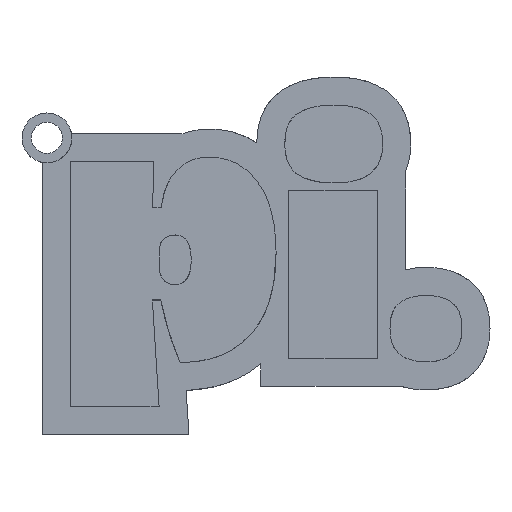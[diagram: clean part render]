
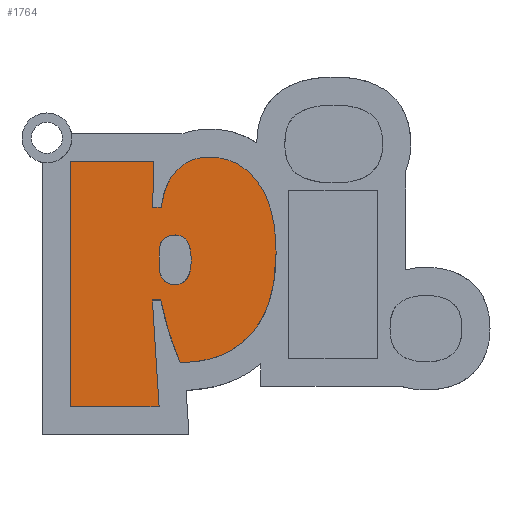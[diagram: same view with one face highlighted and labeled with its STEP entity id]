
A CAD part, top view. The second image highlights one B-rep face of the part: STEP entity #1764.
In plain terms, the highlighted planar face has unit normal (0, 0, 1).
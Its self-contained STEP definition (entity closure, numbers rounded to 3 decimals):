
#103=B_SPLINE_CURVE_WITH_KNOTS('',3,(#2287,#2288,#2289,#2290),
 .UNSPECIFIED.,.F.,.F.,(4,4),(-1.05,0.),.UNSPECIFIED.);
#104=B_SPLINE_CURVE_WITH_KNOTS('',3,(#2292,#2293,#2294,#2295),
 .UNSPECIFIED.,.F.,.F.,(4,4),(-1.258,0.),.UNSPECIFIED.);
#105=B_SPLINE_CURVE_WITH_KNOTS('',3,(#2297,#2298,#2299,#2300),
 .UNSPECIFIED.,.F.,.F.,(4,4),(-1.396,0.),.UNSPECIFIED.);
#106=B_SPLINE_CURVE_WITH_KNOTS('',3,(#2302,#2303,#2304,#2305),
 .UNSPECIFIED.,.F.,.F.,(4,4),(-1.193,0.),.UNSPECIFIED.);
#107=B_SPLINE_CURVE_WITH_KNOTS('',3,(#2307,#2308,#2309,#2310),
 .UNSPECIFIED.,.F.,.F.,(4,4),(-0.91,0.),.UNSPECIFIED.);
#108=B_SPLINE_CURVE_WITH_KNOTS('',3,(#2312,#2313,#2314,#2315),
 .UNSPECIFIED.,.F.,.F.,(4,4),(-0.579,0.),.UNSPECIFIED.);
#109=B_SPLINE_CURVE_WITH_KNOTS('',3,(#2317,#2318,#2319,#2320),
 .UNSPECIFIED.,.F.,.F.,(4,4),(-0.661,0.),.UNSPECIFIED.);
#110=B_SPLINE_CURVE_WITH_KNOTS('',3,(#2332,#2333,#2334,#2335),
 .UNSPECIFIED.,.F.,.F.,(4,4),(-0.214,0.),.UNSPECIFIED.);
#111=B_SPLINE_CURVE_WITH_KNOTS('',3,(#2337,#2338,#2339,#2340),
 .UNSPECIFIED.,.F.,.F.,(4,4),(-0.229,0.),.UNSPECIFIED.);
#112=B_SPLINE_CURVE_WITH_KNOTS('',3,(#2344,#2345,#2346,#2347),
 .UNSPECIFIED.,.F.,.F.,(4,4),(-0.44,0.),.UNSPECIFIED.);
#113=B_SPLINE_CURVE_WITH_KNOTS('',3,(#2349,#2350,#2351,#2352),
 .UNSPECIFIED.,.F.,.F.,(4,4),(-0.535,0.),.UNSPECIFIED.);
#114=B_SPLINE_CURVE_WITH_KNOTS('',3,(#2353,#2354,#2355,#2356),
 .UNSPECIFIED.,.F.,.F.,(4,4),(-0.586,0.),.UNSPECIFIED.);
#207=FACE_BOUND('',#359,.T.);
#217=PLANE('',#1891);
#248=FACE_OUTER_BOUND('',#358,.T.);
#358=EDGE_LOOP('',(#1232,#1233,#1234,#1235,#1236,#1237,#1238,#1239,#1240,
#1241,#1242,#1243,#1244,#1245));
#359=EDGE_LOOP('',(#1246,#1247,#1248,#1249,#1250,#1251));
#479=LINE('',#2283,#623);
#480=LINE('',#2285,#624);
#481=LINE('',#2322,#625);
#482=LINE('',#2324,#626);
#483=LINE('',#2326,#627);
#484=LINE('',#2328,#628);
#485=LINE('',#2329,#629);
#486=LINE('',#2342,#630);
#623=VECTOR('',#1961,10.);
#624=VECTOR('',#1962,10.);
#625=VECTOR('',#1963,10.);
#626=VECTOR('',#1964,10.);
#627=VECTOR('',#1965,10.);
#628=VECTOR('',#1966,10.);
#629=VECTOR('',#1967,10.);
#630=VECTOR('',#1968,10.);
#787=VERTEX_POINT('',#2281);
#788=VERTEX_POINT('',#2282);
#789=VERTEX_POINT('',#2284);
#790=VERTEX_POINT('',#2286);
#791=VERTEX_POINT('',#2291);
#792=VERTEX_POINT('',#2296);
#793=VERTEX_POINT('',#2301);
#794=VERTEX_POINT('',#2306);
#795=VERTEX_POINT('',#2311);
#796=VERTEX_POINT('',#2316);
#797=VERTEX_POINT('',#2321);
#798=VERTEX_POINT('',#2323);
#799=VERTEX_POINT('',#2325);
#800=VERTEX_POINT('',#2327);
#801=VERTEX_POINT('',#2330);
#802=VERTEX_POINT('',#2331);
#803=VERTEX_POINT('',#2336);
#804=VERTEX_POINT('',#2341);
#805=VERTEX_POINT('',#2343);
#806=VERTEX_POINT('',#2348);
#957=EDGE_CURVE('',#787,#788,#479,.T.);
#958=EDGE_CURVE('',#789,#787,#480,.T.);
#959=EDGE_CURVE('',#790,#789,#103,.T.);
#960=EDGE_CURVE('',#791,#790,#104,.T.);
#961=EDGE_CURVE('',#792,#791,#105,.T.);
#962=EDGE_CURVE('',#793,#792,#106,.T.);
#963=EDGE_CURVE('',#794,#793,#107,.T.);
#964=EDGE_CURVE('',#795,#794,#108,.T.);
#965=EDGE_CURVE('',#796,#795,#109,.T.);
#966=EDGE_CURVE('',#797,#796,#481,.T.);
#967=EDGE_CURVE('',#798,#797,#482,.T.);
#968=EDGE_CURVE('',#799,#798,#483,.T.);
#969=EDGE_CURVE('',#800,#799,#484,.T.);
#970=EDGE_CURVE('',#788,#800,#485,.T.);
#971=EDGE_CURVE('',#801,#802,#110,.T.);
#972=EDGE_CURVE('',#803,#801,#111,.T.);
#973=EDGE_CURVE('',#804,#803,#486,.T.);
#974=EDGE_CURVE('',#805,#804,#112,.T.);
#975=EDGE_CURVE('',#806,#805,#113,.T.);
#976=EDGE_CURVE('',#802,#806,#114,.T.);
#1232=ORIENTED_EDGE('',*,*,#957,.F.);
#1233=ORIENTED_EDGE('',*,*,#958,.F.);
#1234=ORIENTED_EDGE('',*,*,#959,.F.);
#1235=ORIENTED_EDGE('',*,*,#960,.F.);
#1236=ORIENTED_EDGE('',*,*,#961,.F.);
#1237=ORIENTED_EDGE('',*,*,#962,.F.);
#1238=ORIENTED_EDGE('',*,*,#963,.F.);
#1239=ORIENTED_EDGE('',*,*,#964,.F.);
#1240=ORIENTED_EDGE('',*,*,#965,.F.);
#1241=ORIENTED_EDGE('',*,*,#966,.F.);
#1242=ORIENTED_EDGE('',*,*,#967,.F.);
#1243=ORIENTED_EDGE('',*,*,#968,.F.);
#1244=ORIENTED_EDGE('',*,*,#969,.F.);
#1245=ORIENTED_EDGE('',*,*,#970,.F.);
#1246=ORIENTED_EDGE('',*,*,#971,.F.);
#1247=ORIENTED_EDGE('',*,*,#972,.F.);
#1248=ORIENTED_EDGE('',*,*,#973,.F.);
#1249=ORIENTED_EDGE('',*,*,#974,.F.);
#1250=ORIENTED_EDGE('',*,*,#975,.F.);
#1251=ORIENTED_EDGE('',*,*,#976,.F.);
#1764=ADVANCED_FACE('',(#248,#207),#217,.T.);
#1891=AXIS2_PLACEMENT_3D('',#2280,#1959,#1960);
#1959=DIRECTION('center_axis',(0.,0.,1.));
#1960=DIRECTION('ref_axis',(1.,0.,0.));
#1961=DIRECTION('',(0.062,-0.998,0.));
#1962=DIRECTION('',(-1.,0.,0.));
#1963=DIRECTION('',(1.,0.,0.));
#1964=DIRECTION('',(-0.015,-1.,0.));
#1965=DIRECTION('',(1.,0.,0.));
#1966=DIRECTION('',(0.,1.,0.));
#1967=DIRECTION('',(-1.,0.,0.));
#1968=DIRECTION('',(0.,-1.,0.));
#2280=CARTESIAN_POINT('Origin',(-29.01,-18.857,3.));
#2281=CARTESIAN_POINT('',(-32.344,-21.742,3.));
#2282=CARTESIAN_POINT('',(-31.276,-38.875,3.));
#2283=CARTESIAN_POINT('',(-31.893,-28.975,3.));
#2284=CARTESIAN_POINT('',(-30.999,-21.742,3.));
#2285=CARTESIAN_POINT('',(-30.677,-21.742,3.));
#2286=CARTESIAN_POINT('',(-27.919,-31.763,3.));
#2287=CARTESIAN_POINT('Ctrl Pts',(-27.919,-31.763,3.));
#2288=CARTESIAN_POINT('Ctrl Pts',(-29.374,-28.329,3.));
#2289=CARTESIAN_POINT('Ctrl Pts',(-30.401,-24.988,3.));
#2290=CARTESIAN_POINT('Ctrl Pts',(-30.999,-21.742,3.));
#2291=CARTESIAN_POINT('',(-16.608,-27.286,3.));
#2292=CARTESIAN_POINT('Ctrl Pts',(-16.608,-27.286,3.));
#2293=CARTESIAN_POINT('Ctrl Pts',(-19.296,-30.271,3.));
#2294=CARTESIAN_POINT('Ctrl Pts',(-23.066,-31.763,3.));
#2295=CARTESIAN_POINT('Ctrl Pts',(-27.919,-31.763,3.));
#2296=CARTESIAN_POINT('',(-12.52,-14.237,3.));
#2297=CARTESIAN_POINT('Ctrl Pts',(-12.52,-14.237,3.));
#2298=CARTESIAN_POINT('Ctrl Pts',(-12.52,-19.949,3.));
#2299=CARTESIAN_POINT('Ctrl Pts',(-13.883,-24.299,3.));
#2300=CARTESIAN_POINT('Ctrl Pts',(-16.608,-27.286,3.));
#2301=CARTESIAN_POINT('',(-15.485,-2.811,3.));
#2302=CARTESIAN_POINT('Ctrl Pts',(-15.485,-2.811,3.));
#2303=CARTESIAN_POINT('Ctrl Pts',(-13.508,-5.462,3.));
#2304=CARTESIAN_POINT('Ctrl Pts',(-12.52,-9.271,3.));
#2305=CARTESIAN_POINT('Ctrl Pts',(-12.52,-14.237,3.));
#2306=CARTESIAN_POINT('',(-23.216,1.162,3.));
#2307=CARTESIAN_POINT('Ctrl Pts',(-23.216,1.162,3.));
#2308=CARTESIAN_POINT('Ctrl Pts',(-20.041,1.162,3.));
#2309=CARTESIAN_POINT('Ctrl Pts',(-17.464,-0.163,3.));
#2310=CARTESIAN_POINT('Ctrl Pts',(-15.485,-2.811,3.));
#2311=CARTESIAN_POINT('',(-28.423,-0.91,3.));
#2312=CARTESIAN_POINT('Ctrl Pts',(-28.423,-0.91,
3.));
#2313=CARTESIAN_POINT('Ctrl Pts',(-27.042,0.471,3.));
#2314=CARTESIAN_POINT('Ctrl Pts',(-25.306,1.162,3.));
#2315=CARTESIAN_POINT('Ctrl Pts',(-23.216,1.162,3.));
#2316=CARTESIAN_POINT('',(-30.943,-6.899,3.));
#2317=CARTESIAN_POINT('Ctrl Pts',(-30.943,-6.899,3.));
#2318=CARTESIAN_POINT('Ctrl Pts',(-30.607,-4.287,3.));
#2319=CARTESIAN_POINT('Ctrl Pts',(-29.767,-2.291,3.));
#2320=CARTESIAN_POINT('Ctrl Pts',(-28.423,-0.91,
3.));
#2321=CARTESIAN_POINT('',(-32.285,-6.899,3.));
#2322=CARTESIAN_POINT('',(-29.977,-6.899,3.));
#2323=CARTESIAN_POINT('',(-32.173,0.491,3.));
#2324=CARTESIAN_POINT('',(-32.374,-12.852,3.));
#2325=CARTESIAN_POINT('',(-45.5,0.491,3.));
#2326=CARTESIAN_POINT('',(-30.592,0.491,3.));
#2327=CARTESIAN_POINT('',(-45.5,-38.875,3.));
#2328=CARTESIAN_POINT('',(-45.5,-9.183,3.));
#2329=CARTESIAN_POINT('',(-37.255,-38.875,3.));
#2330=CARTESIAN_POINT('',(-30.606,-18.492,3.));
#2331=CARTESIAN_POINT('',(-28.701,-19.277,3.));
#2332=CARTESIAN_POINT('Ctrl Pts',(-30.606,-18.492,3.));
#2333=CARTESIAN_POINT('Ctrl Pts',(-30.122,-19.015,3.));
#2334=CARTESIAN_POINT('Ctrl Pts',(-29.487,-19.277,3.));
#2335=CARTESIAN_POINT('Ctrl Pts',(-28.701,-19.277,3.));
#2336=CARTESIAN_POINT('',(-31.276,-16.364,3.));
#2337=CARTESIAN_POINT('Ctrl Pts',(-31.276,-16.364,3.));
#2338=CARTESIAN_POINT('Ctrl Pts',(-31.276,-17.224,3.));
#2339=CARTESIAN_POINT('Ctrl Pts',(-31.053,-17.933,3.));
#2340=CARTESIAN_POINT('Ctrl Pts',(-30.606,-18.492,3.));
#2341=CARTESIAN_POINT('',(-31.276,-14.181,3.));
#2342=CARTESIAN_POINT('',(-31.276,-17.61,3.));
#2343=CARTESIAN_POINT('',(-28.701,-11.324,3.));
#2344=CARTESIAN_POINT('Ctrl Pts',(-28.701,-11.324,3.));
#2345=CARTESIAN_POINT('Ctrl Pts',(-30.418,-11.324,3.));
#2346=CARTESIAN_POINT('Ctrl Pts',(-31.276,-12.276,3.));
#2347=CARTESIAN_POINT('Ctrl Pts',(-31.276,-14.181,3.));
#2348=CARTESIAN_POINT('',(-26.125,-15.301,3.));
#2349=CARTESIAN_POINT('Ctrl Pts',(-26.125,-15.301,3.));
#2350=CARTESIAN_POINT('Ctrl Pts',(-26.125,-12.65,3.));
#2351=CARTESIAN_POINT('Ctrl Pts',(-26.984,-11.324,3.));
#2352=CARTESIAN_POINT('Ctrl Pts',(-28.701,-11.324,3.));
#2353=CARTESIAN_POINT('Ctrl Pts',(-28.701,-19.277,3.));
#2354=CARTESIAN_POINT('Ctrl Pts',(-26.984,-19.277,3.));
#2355=CARTESIAN_POINT('Ctrl Pts',(-26.125,-17.952,3.));
#2356=CARTESIAN_POINT('Ctrl Pts',(-26.125,-15.301,3.));
